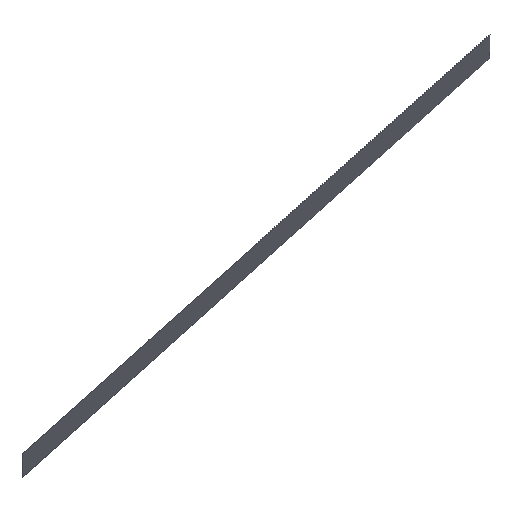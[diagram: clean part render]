
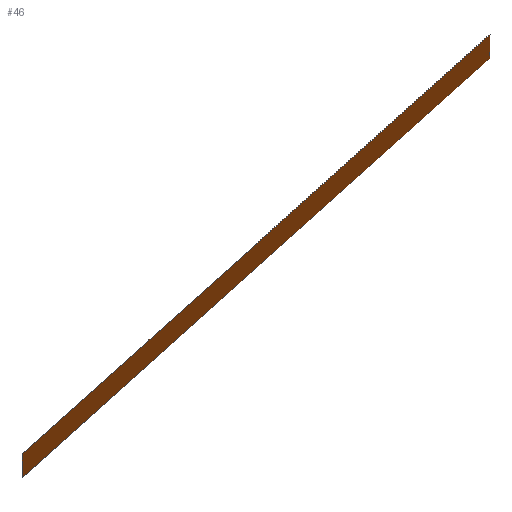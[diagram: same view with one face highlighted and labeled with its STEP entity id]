
A CAD part, top view. The second image highlights one B-rep face of the part: STEP entity #46.
In plain terms, the highlighted cylindrical face has radius 7 mm (diameter 14 mm), a partial arc.
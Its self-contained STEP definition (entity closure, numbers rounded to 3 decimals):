
#20=ORIENTED_EDGE('',*,*,#28,.T.);
#21=ORIENTED_EDGE('',*,*,#29,.F.);
#22=ORIENTED_EDGE('',*,*,#30,.F.);
#23=ORIENTED_EDGE('',*,*,#31,.T.);
#28=EDGE_CURVE('',#32,#33,#36,.T.);
#29=EDGE_CURVE('',#34,#33,#37,.F.);
#30=EDGE_CURVE('',#35,#34,#38,.F.);
#31=EDGE_CURVE('',#35,#32,#39,.T.);
#32=VERTEX_POINT('',#75);
#33=VERTEX_POINT('',#76);
#34=VERTEX_POINT('',#81);
#35=VERTEX_POINT('',#86);
#36=B_SPLINE_CURVE_WITH_KNOTS('',3,(#71,#72,#73,#74),.UNSPECIFIED.,.F.,
 .F.,(4,4),(0.,1.),.UNSPECIFIED.);
#37=B_SPLINE_CURVE_WITH_KNOTS('',3,(#77,#78,#79,#80),.UNSPECIFIED.,.F.,
 .F.,(4,4),(0.,1.),.UNSPECIFIED.);
#38=B_SPLINE_CURVE_WITH_KNOTS('',3,(#82,#83,#84,#85),.UNSPECIFIED.,.F.,
 .F.,(4,4),(0.,1.),.UNSPECIFIED.);
#39=B_SPLINE_CURVE_WITH_KNOTS('',3,(#87,#88,#89,#90),.UNSPECIFIED.,.F.,
 .F.,(4,4),(0.,1.),.UNSPECIFIED.);
#40=EDGE_LOOP('',(#20,#21,#22,#23));
#42=FACE_BOUND('',#40,.T.);
#44=CYLINDRICAL_SURFACE('',#61,7.);
#46=ADVANCED_FACE('',(#42),#44,.T.);
#61=AXIS2_PLACEMENT_3D('',#70,#65,#66);
#65=DIRECTION('',(0.,0.,-1.));
#66=DIRECTION('',(-0.871,0.491,0.));
#70=CARTESIAN_POINT('',(-12.7,-1.617,0.));
#71=CARTESIAN_POINT('',(-17.685,3.297,32.));
#72=CARTESIAN_POINT('',(-17.481,3.503,32.));
#73=CARTESIAN_POINT('',(-17.265,3.697,32.));
#74=CARTESIAN_POINT('',(-17.037,3.877,32.));
#75=CARTESIAN_POINT('',(-17.685,3.297,32.));
#76=CARTESIAN_POINT('',(-17.037,3.878,32.));
#77=CARTESIAN_POINT('',(-17.037,3.877,32.));
#78=CARTESIAN_POINT('',(-17.037,3.877,25.667));
#79=CARTESIAN_POINT('',(-17.037,3.877,19.333));
#80=CARTESIAN_POINT('',(-17.037,3.877,13.));
#81=CARTESIAN_POINT('',(-17.037,3.878,13.));
#82=CARTESIAN_POINT('',(-17.037,3.877,13.));
#83=CARTESIAN_POINT('',(-17.265,3.697,13.));
#84=CARTESIAN_POINT('',(-17.481,3.503,13.));
#85=CARTESIAN_POINT('',(-17.685,3.297,13.));
#86=CARTESIAN_POINT('',(-17.685,3.297,13.));
#87=CARTESIAN_POINT('',(-17.685,3.297,13.));
#88=CARTESIAN_POINT('',(-17.685,3.297,19.333));
#89=CARTESIAN_POINT('',(-17.685,3.297,25.667));
#90=CARTESIAN_POINT('',(-17.685,3.297,32.));
